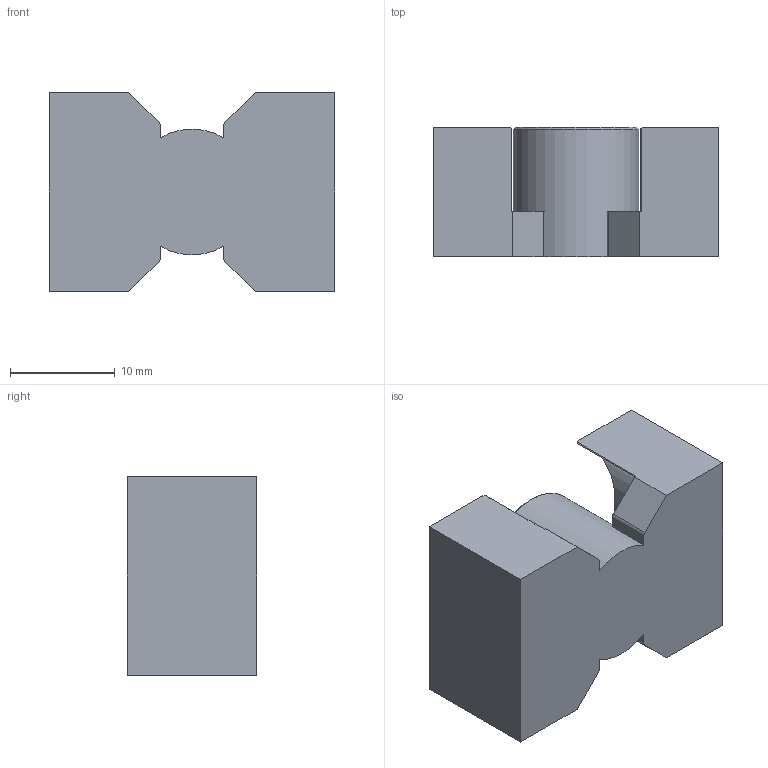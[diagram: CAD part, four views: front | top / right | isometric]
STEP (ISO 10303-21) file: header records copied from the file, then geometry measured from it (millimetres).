
FILE_DESCRIPTION (( 'STEP AP214' ), '1' );
FILE_NAME ('PQ 26X25.step', '2018-04-25T18:08:29', ( '' ), ( '' ), 'SwSTEP 2.0', 'SolidWorks 2017', '' );
FILE_SCHEMA (( 'AUTOMOTIVE_DESIGN' ));
Length unit declared in the file: millimetre
Products named in the file (1): PQ 26X25
Bounding box: 27.3 x 12.35 x 19 mm (x, y, z)
Volume: 4070.8 mm3; surface area: 2555.9 mm2
Topology: 1 solids, 1 shells, 34 faces, 95 edges, 63 vertices
Faces by surface type: plane 24, cylinder 7, cone 3
Full cylindrical faces by diameter (mm): 12 x1
Entity records: 1114 total; most frequent: CARTESIAN_POINT 213, ORIENTED_EDGE 184, DIRECTION 174, EDGE_CURVE 92, VECTOR 64, LINE 64, VERTEX_POINT 62, AXIS2_PLACEMENT_3D 55
